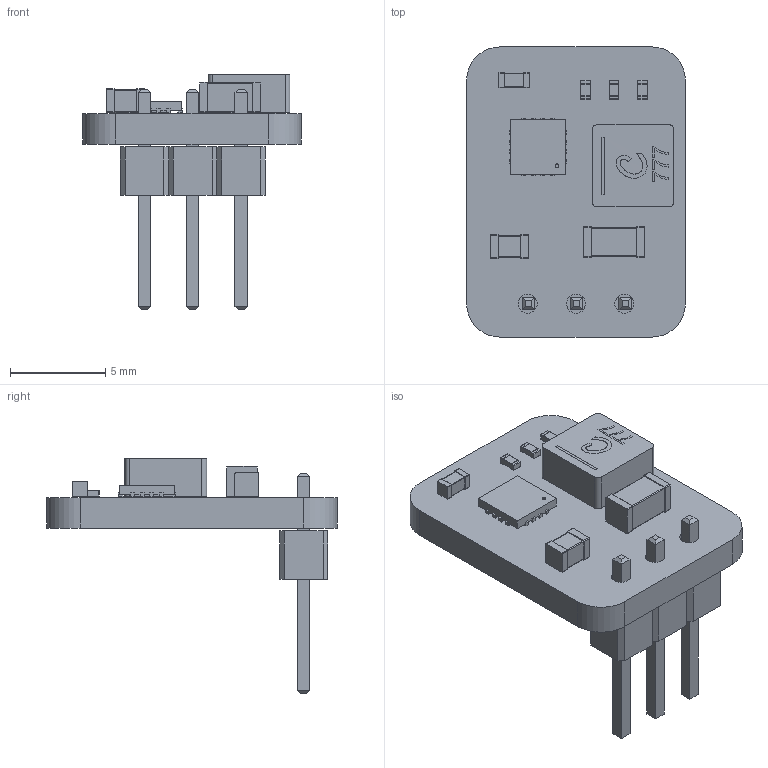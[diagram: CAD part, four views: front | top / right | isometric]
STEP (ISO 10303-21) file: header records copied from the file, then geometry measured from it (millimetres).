
FILE_DESCRIPTION(('KiCad electronic assembly'),'2;1');
FILE_NAME('DCDC_TEXAS.step','2020-08-07T17:00:49',('An Author'),( 'A Company'),'Open CASCADE STEP processor 6.9', 'KiCad to STEP converter','Unknown');
FILE_SCHEMA(('AUTOMOTIVE_DESIGN { 1 0 10303 214 1 1 1 1 }'));
Length unit declared in the file: millimetre
Products named in the file (16): Open CASCADE STEP translator 6.9 1; Coilcraft-XAL4020; SOLID; PinHeader_1x03_P2.54mm_Vertical; C_0603_1608Metric; WQFN-16-1EP_3x3mm_P0.5mm_EP1.75x1.75mm; C_0805_2012Metric; R_0402_1005Metric; C_1206_3216Metric; COMPOUND
Assembly tree (17 placements, depth 3):
  Open CASCADE STEP translator 6.9 1
    Coilcraft-XAL4020
      SOLID
    PinHeader_1x03_P2.54mm_Vertical
      SOLID
    C_0603_1608Metric
      SOLID
    WQFN-16-1EP_3x3mm_P0.5mm_EP1.75x1.75mm
      SOLID
    C_0805_2012Metric
      SOLID
    R_0402_1005Metric  x3
      SOLID
    C_1206_3216Metric
      SOLID
    COMPOUND
Bounding box: 11.5 x 15.25 x 12.34 mm (x, y, z)
Volume: 385.4 mm3; surface area: 745.9 mm2
Topology: 10 solids, 10 shells, 429 faces, 1120 edges, 732 vertices
Faces by surface type: plane 335, cylinder 76, bspline 18
Full cylindrical faces by diameter (mm): 0.2 x5, 1 x3
Entity records: 28206 total; most frequent: CARTESIAN_POINT 5913, DIRECTION 3645, LINE 2580, VECTOR 2580, ORIENTED_EDGE 1968, PCURVE 1968, DEFINITIONAL_REPRESENTATION 1968, EDGE_CURVE 984
